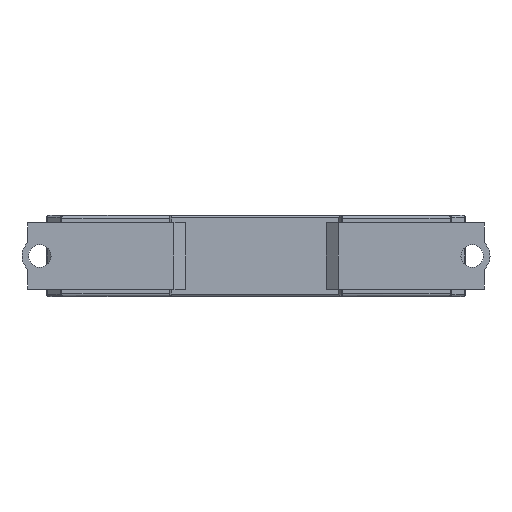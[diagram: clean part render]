
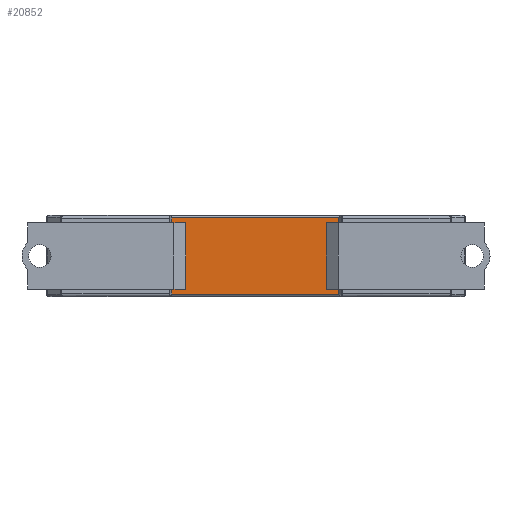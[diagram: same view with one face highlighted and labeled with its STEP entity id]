
A CAD part, front view. The second image highlights one B-rep face of the part: STEP entity #20852.
In plain terms, the highlighted planar face has unit normal (0, -1, 0).
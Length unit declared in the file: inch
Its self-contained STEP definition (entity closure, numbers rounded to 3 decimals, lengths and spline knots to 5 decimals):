
#1807 = VECTOR ( 'NONE', #35118, 39.37008 ) ;
#2081 = CARTESIAN_POINT ( 'NONE',  ( -0.7125, -1.14326, 0.02758 ) ) ;
#3409 = CARTESIAN_POINT ( 'NONE',  ( 0.70069, -1.14326, 0.02766 ) ) ;
#3804 = LINE ( 'NONE', #60639, #1807 ) ;
#5174 = EDGE_CURVE ( 'NONE', #57358, #37299, #3804, .T. ) ;
#6404 = EDGE_CURVE ( 'NONE', #79339, #37299, #63792, .T. ) ;
#7912 = EDGE_CURVE ( 'NONE', #76148, #79339, #33874, .T. ) ;
#8185 = CARTESIAN_POINT ( 'NONE',  ( 0.70069, -1.14326, 0.67234 ) ) ;
#9441 = FACE_OUTER_BOUND ( 'NONE', #33335, .T. ) ;
#10355 = AXIS2_PLACEMENT_3D ( 'NONE', #54382, #15828, #60835 ) ;
#10646 = LINE ( 'NONE', #70422, #42835 ) ;
#10747 = CARTESIAN_POINT ( 'NONE',  ( -0.7125, -1.14326, 0.67251 ) ) ;
#13746 = ORIENTED_EDGE ( 'NONE', *, *, #79672, .T. ) ;
#14613 = CARTESIAN_POINT ( 'NONE',  ( 0.70069, -1.14326, 0.67242 ) ) ;
#14943 = EDGE_CURVE ( 'NONE', #67455, #66330, #58200, .T. ) ;
#15828 = DIRECTION ( 'NONE',  ( 0., -1., 0. ) ) ;
#17328 = EDGE_CURVE ( 'NONE', #57358, #50189, #64798, .T. ) ;
#20852 = ADVANCED_FACE ( 'NONE', ( #9441 ), #66972, .T. ) ;
#23443 = VECTOR ( 'NONE', #33448, 39.37008 ) ;
#23472 = DIRECTION ( 'NONE',  ( 1., 0., 0. ) ) ;
#23620 = CARTESIAN_POINT ( 'NONE',  ( -0.7125, -1.14326, 0.67225 ) ) ;
#23650 = CARTESIAN_POINT ( 'NONE',  ( -0.7125, -1.14326, 0.67225 ) ) ;
#23671 = CARTESIAN_POINT ( 'NONE',  ( 0.70069, -1.14326, 0.67251 ) ) ;
#28387 = CARTESIAN_POINT ( 'NONE',  ( 0.70069, -1.14326, 0.02775 ) ) ;
#31685 = ORIENTED_EDGE ( 'NONE', *, *, #5174, .F. ) ;
#32162 = CARTESIAN_POINT ( 'NONE',  ( 0.70069, -1.14326, 0.67225 ) ) ;
#32333 = ORIENTED_EDGE ( 'NONE', *, *, #17328, .T. ) ;
#33335 = EDGE_LOOP ( 'NONE', ( #32333, #53438, #74532, #51051, #13746, #38426, #51422, #31685 ) ) ;
#33448 = DIRECTION ( 'NONE',  ( 0., 0., -1. ) ) ;
#33874 = LINE ( 'NONE', #61995, #67980 ) ;
#35118 = DIRECTION ( 'NONE',  ( 0., 0., -1. ) ) ;
#37299 = VERTEX_POINT ( 'NONE', #28387 ) ;
#38135 = B_SPLINE_CURVE_WITH_KNOTS ( 'NONE', 3,
 ( #79025, #46797, #2081, #47079 ),
 .UNSPECIFIED., .F., .F.,
 ( 4, 4 ),
 ( 0., 0.00001 ),
 .UNSPECIFIED. ) ;
#38426 = ORIENTED_EDGE ( 'NONE', *, *, #7912, .T. ) ;
#38443 = DIRECTION ( 'NONE',  ( -1., 0., 0. ) ) ;
#40562 = LINE ( 'NONE', #78319, #23443 ) ;
#42835 = VECTOR ( 'NONE', #38443, 39.37008 ) ;
#43949 = CARTESIAN_POINT ( 'NONE',  ( -0.7125, -1.14326, 0.67251 ) ) ;
#46657 = EDGE_CURVE ( 'NONE', #50189, #67455, #10646, .T. ) ;
#46797 = CARTESIAN_POINT ( 'NONE',  ( -0.7125, -1.14326, 0.02766 ) ) ;
#47079 = CARTESIAN_POINT ( 'NONE',  ( -0.7125, -1.14326, 0.02749 ) ) ;
#48007 = CARTESIAN_POINT ( 'NONE',  ( 0.70069, -1.14326, 0.02749 ) ) ;
#48395 = CARTESIAN_POINT ( 'NONE',  ( 0.70069, -1.14326, 0.02758 ) ) ;
#49248 = CARTESIAN_POINT ( 'NONE',  ( -0.7125, -1.14326, 0.67242 ) ) ;
#50189 = VERTEX_POINT ( 'NONE', #23671 ) ;
#51051 = ORIENTED_EDGE ( 'NONE', *, *, #76931, .T. ) ;
#51422 = ORIENTED_EDGE ( 'NONE', *, *, #6404, .T. ) ;
#53189 = CARTESIAN_POINT ( 'NONE',  ( 0.70069, -1.14326, 0.67225 ) ) ;
#53438 = ORIENTED_EDGE ( 'NONE', *, *, #46657, .T. ) ;
#54382 = CARTESIAN_POINT ( 'NONE',  ( 0., -1.14326, 0.7 ) ) ;
#54863 = CARTESIAN_POINT ( 'NONE',  ( 0.70069, -1.14326, 0.02775 ) ) ;
#57358 = VERTEX_POINT ( 'NONE', #32162 ) ;
#58200 = B_SPLINE_CURVE_WITH_KNOTS ( 'NONE', 3,
 ( #10747, #49248, #62165, #23650 ),
 .UNSPECIFIED., .F., .F.,
 ( 4, 4 ),
 ( 0., 0.00001 ),
 .UNSPECIFIED. ) ;
#59629 = CARTESIAN_POINT ( 'NONE',  ( 0.70069, -1.14326, 0.67251 ) ) ;
#59698 = CARTESIAN_POINT ( 'NONE',  ( -0.7125, -1.14326, 0.02749 ) ) ;
#60639 = CARTESIAN_POINT ( 'NONE',  ( 0.70069, -1.14326, 0.7 ) ) ;
#60835 = DIRECTION ( 'NONE',  ( 1., 0., 0. ) ) ;
#61995 = CARTESIAN_POINT ( 'NONE',  ( 0., -1.14326, 0.02749 ) ) ;
#62165 = CARTESIAN_POINT ( 'NONE',  ( -0.7125, -1.14326, 0.67234 ) ) ;
#63792 = B_SPLINE_CURVE_WITH_KNOTS ( 'NONE', 3,
 ( #80329, #48395, #3409, #54863 ),
 .UNSPECIFIED., .F., .F.,
 ( 4, 4 ),
 ( 0., 0.00001 ),
 .UNSPECIFIED. ) ;
#64798 = B_SPLINE_CURVE_WITH_KNOTS ( 'NONE', 3,
 ( #53189, #8185, #14613, #59629 ),
 .UNSPECIFIED., .F., .F.,
 ( 4, 4 ),
 ( 0., 0.00001 ),
 .UNSPECIFIED. ) ;
#66330 = VERTEX_POINT ( 'NONE', #23620 ) ;
#66972 = PLANE ( 'NONE',  #10355 ) ;
#67455 = VERTEX_POINT ( 'NONE', #43949 ) ;
#67980 = VECTOR ( 'NONE', #23472, 39.37008 ) ;
#70422 = CARTESIAN_POINT ( 'NONE',  ( -0.7125, -1.14326, 0.67251 ) ) ;
#74532 = ORIENTED_EDGE ( 'NONE', *, *, #14943, .T. ) ;
#76148 = VERTEX_POINT ( 'NONE', #59698 ) ;
#76203 = CARTESIAN_POINT ( 'NONE',  ( -0.7125, -1.14326, 0.02775 ) ) ;
#76931 = EDGE_CURVE ( 'NONE', #66330, #78704, #40562, .T. ) ;
#78319 = CARTESIAN_POINT ( 'NONE',  ( -0.7125, -1.14326, 0.7 ) ) ;
#78704 = VERTEX_POINT ( 'NONE', #76203 ) ;
#79025 = CARTESIAN_POINT ( 'NONE',  ( -0.7125, -1.14326, 0.02775 ) ) ;
#79339 = VERTEX_POINT ( 'NONE', #48007 ) ;
#79672 = EDGE_CURVE ( 'NONE', #78704, #76148, #38135, .T. ) ;
#80329 = CARTESIAN_POINT ( 'NONE',  ( 0.70069, -1.14326, 0.02749 ) ) ;
